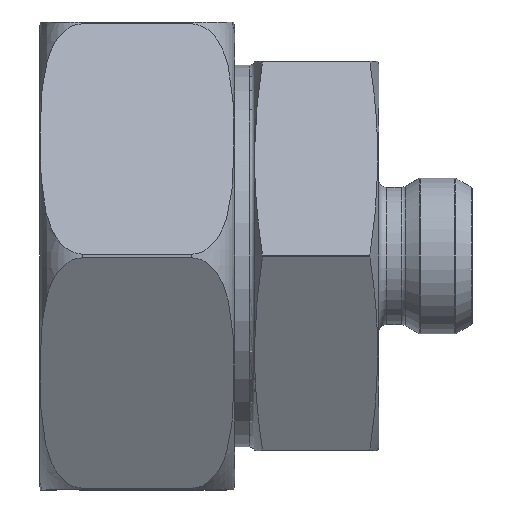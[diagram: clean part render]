
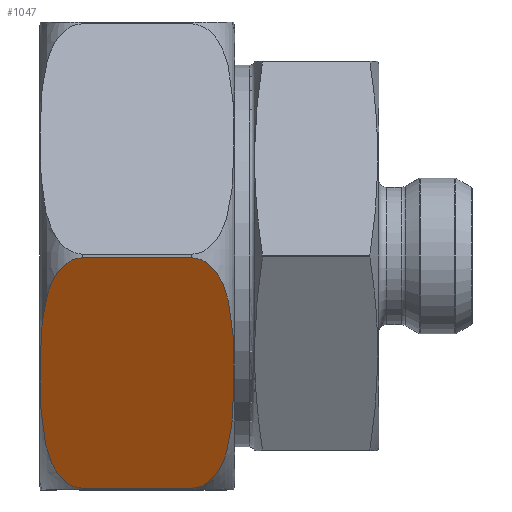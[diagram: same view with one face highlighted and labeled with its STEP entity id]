
A CAD part, front view. The second image highlights one B-rep face of the part: STEP entity #1047.
In plain terms, the highlighted face is planar.
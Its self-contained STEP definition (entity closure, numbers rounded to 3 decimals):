
#809=PLANE('',#5140);
#1047=ADVANCED_FACE('',(#1289),#809,.F.);
#1289=FACE_OUTER_BOUND('',#1606,.T.);
#1606=EDGE_LOOP('',(#2615,#2616,#2617,#2618));
#2010=B_SPLINE_CURVE_WITH_KNOTS('',3,(#7747,#7748,#7749,#7750,#7751,#7752,
#7753,#7754,#7755,#7756,#7757,#7758,#7759,#7760,#7761,#7762,#7763,#7764),
 .UNSPECIFIED.,.F.,.F.,(4,2,2,2,2,2,2,2,4),(0.,0.062,0.125,
0.25,0.5,0.75,0.875,0.938,1.),.UNSPECIFIED.);
#2012=B_SPLINE_CURVE_WITH_KNOTS('',3,(#7822,#7823,#7824,#7825,#7826,#7827,
#7828,#7829,#7830,#7831,#7832,#7833,#7834,#7835,#7836,#7837,#7838,#7839),
 .UNSPECIFIED.,.F.,.F.,(4,2,2,2,2,2,2,2,4),(0.,0.063,0.125,
0.25,0.5,0.75,0.875,0.938,1.),.UNSPECIFIED.);
#2615=ORIENTED_EDGE('',*,*,#4212,.T.);
#2616=ORIENTED_EDGE('',*,*,#4209,.T.);
#2617=ORIENTED_EDGE('',*,*,#4217,.T.);
#2618=ORIENTED_EDGE('',*,*,#4230,.T.);
#3748=VERTEX_POINT('',#7746);
#3749=VERTEX_POINT('',#7765);
#3751=VERTEX_POINT('',#7771);
#3754=VERTEX_POINT('',#7781);
#4209=EDGE_CURVE('',#3749,#3748,#2010,.T.);
#4212=EDGE_CURVE('',#3751,#3749,#4611,.T.);
#4217=EDGE_CURVE('',#3748,#3754,#4614,.T.);
#4230=EDGE_CURVE('',#3754,#3751,#2012,.T.);
#4611=LINE('',#7770,#4805);
#4614=LINE('',#7780,#4808);
#4805=VECTOR('',#5535,1.);
#4808=VECTOR('',#5546,1.);
#5140=AXIS2_PLACEMENT_3D('',#7961,#5616,#5617);
#5535=DIRECTION('',(-1.,0.,0.));
#5546=DIRECTION('',(1.,0.,0.));
#5616=DIRECTION('',(0.,0.5,0.866));
#5617=DIRECTION('',(0.,-0.866,0.5));
#7746=CARTESIAN_POINT('',(5.5,-0.246,-34.499));
#7747=CARTESIAN_POINT('',(5.5,-29.754,-17.462));
#7748=CARTESIAN_POINT('',(4.682,-29.754,-17.462));
#7749=CARTESIAN_POINT('',(3.911,-29.415,-17.658));
#7750=CARTESIAN_POINT('',(2.723,-28.474,-18.201));
#7751=CARTESIAN_POINT('',(2.27,-27.877,-18.546));
#7752=CARTESIAN_POINT('',(1.202,-26.012,-19.623));
#7753=CARTESIAN_POINT('',(0.835,-24.635,-20.418));
#7754=CARTESIAN_POINT('',(0.11,-20.554,-22.774));
#7755=CARTESIAN_POINT('',(0.092,-17.769,-24.382));
#7756=CARTESIAN_POINT('',(0.092,-12.245,-27.571));
#7757=CARTESIAN_POINT('',(0.105,-9.484,-29.166));
#7758=CARTESIAN_POINT('',(0.834,-5.363,-31.545));
#7759=CARTESIAN_POINT('',(1.208,-3.976,-32.345));
#7760=CARTESIAN_POINT('',(2.27,-2.124,-33.415));
#7761=CARTESIAN_POINT('',(2.719,-1.53,-33.758));
#7762=CARTESIAN_POINT('',(3.912,-0.584,-34.304));
#7763=CARTESIAN_POINT('',(4.68,-0.246,-34.499));
#7764=CARTESIAN_POINT('',(5.5,-0.246,-34.499));
#7765=CARTESIAN_POINT('',(5.5,-29.754,-17.462));
#7770=CARTESIAN_POINT('',(0.,-29.754,-17.462));
#7771=CARTESIAN_POINT('',(19.5,-29.754,-17.462));
#7780=CARTESIAN_POINT('',(0.,-0.246,-34.499));
#7781=CARTESIAN_POINT('',(19.5,-0.246,-34.499));
#7822=CARTESIAN_POINT('',(19.5,-0.246,-34.499));
#7823=CARTESIAN_POINT('',(20.318,-0.246,-34.499));
#7824=CARTESIAN_POINT('',(21.089,-0.585,-34.304));
#7825=CARTESIAN_POINT('',(22.277,-1.526,-33.76));
#7826=CARTESIAN_POINT('',(22.73,-2.123,-33.415));
#7827=CARTESIAN_POINT('',(23.798,-3.988,-32.339));
#7828=CARTESIAN_POINT('',(24.165,-5.365,-31.544));
#7829=CARTESIAN_POINT('',(24.89,-9.446,-29.187));
#7830=CARTESIAN_POINT('',(24.908,-12.231,-27.58));
#7831=CARTESIAN_POINT('',(24.908,-17.755,-24.39));
#7832=CARTESIAN_POINT('',(24.895,-20.516,-22.796));
#7833=CARTESIAN_POINT('',(24.166,-24.637,-20.417));
#7834=CARTESIAN_POINT('',(23.792,-26.024,-19.616));
#7835=CARTESIAN_POINT('',(22.73,-27.876,-18.547));
#7836=CARTESIAN_POINT('',(22.281,-28.47,-18.204));
#7837=CARTESIAN_POINT('',(21.088,-29.416,-17.657));
#7838=CARTESIAN_POINT('',(20.32,-29.754,-17.462));
#7839=CARTESIAN_POINT('',(19.5,-29.754,-17.462));
#7961=CARTESIAN_POINT('',(25.,-30.,-17.321));
